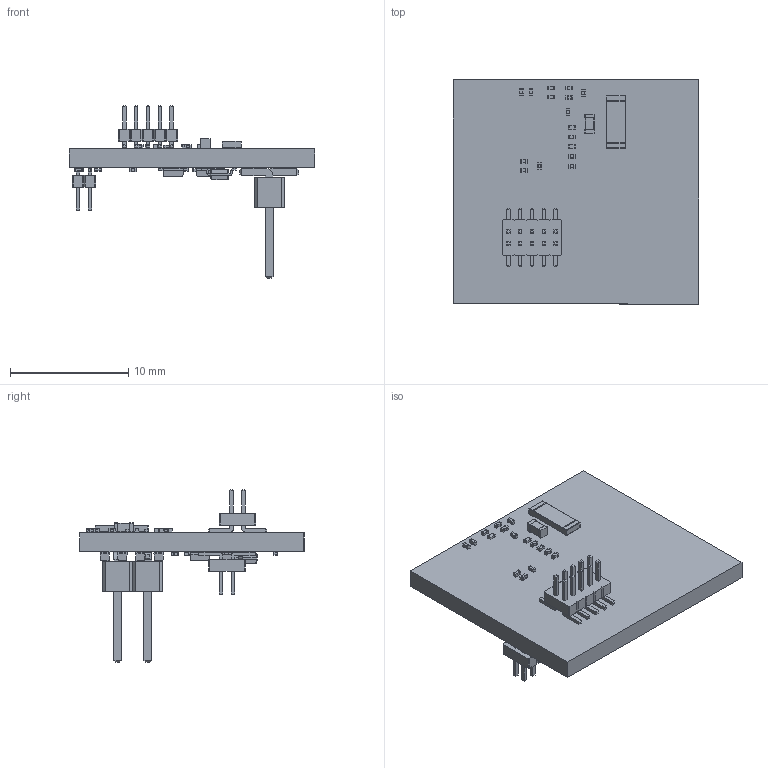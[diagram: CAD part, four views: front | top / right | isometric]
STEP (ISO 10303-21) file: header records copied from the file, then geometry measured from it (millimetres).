
FILE_DESCRIPTION(('KiCad electronic assembly'),'2;1');
FILE_NAME('trabajoProfesional.step','2020-09-30T20:19:46',('An Author'), ('A Company'),'Open CASCADE STEP processor 6.9', 'KiCad to STEP converter','Unknown');
FILE_SCHEMA(('AUTOMOTIVE_DESIGN { 1 0 10303 214 1 1 1 1 }'));
Length unit declared in the file: millimetre
Products named in the file (22): Open CASCADE STEP translator 6.9 1; R_0201_0603Metric; SOLID; PinHeader_2x05_P1.00mm_Vertical_SMD; PinHeader_2x02_P1.00mm_Vertical_SMD; L_0603_1608Metric; C_0201_0603Metric; R_1806_4516Metric; PinHeader_1x02_P2.54mm_Vertical_SMD_Pin1Left; TSOT-23; D_SOD-323F; D_SC-80
Assembly tree (48 placements, depth 3):
  Open CASCADE STEP translator 6.9 1
    R_0201_0603Metric  x7
      SOLID
    PinHeader_2x05_P1.00mm_Vertical_SMD
      SOLID
    PinHeader_2x02_P1.00mm_Vertical_SMD
      SOLID
    L_0603_1608Metric
      SOLID
    C_0201_0603Metric  x18
      SOLID
    R_1806_4516Metric
      SOLID
    PinHeader_1x02_P2.54mm_Vertical_SMD_Pin1Left
      SOLID
    TSOT-23
      SOLID
    D_SOD-323F  x2
      SOLID
    D_SC-80  x4
      SOLID
    SOLID
Bounding box: 20.71 x 18.97 x 14.6 mm (x, y, z)
Volume: 708.8 mm3; surface area: 1265.1 mm2
Topology: 38 solids, 38 shells, 1389 faces, 3443 edges, 2206 vertices
Faces by surface type: plane 982, cylinder 320, bspline 87
Entity records: 44231 total; most frequent: CARTESIAN_POINT 7243, DIRECTION 5958, LINE 4300, VECTOR 4300, ORIENTED_EDGE 3142, PCURVE 3142, DEFINITIONAL_REPRESENTATION 3142, EDGE_CURVE 1571
